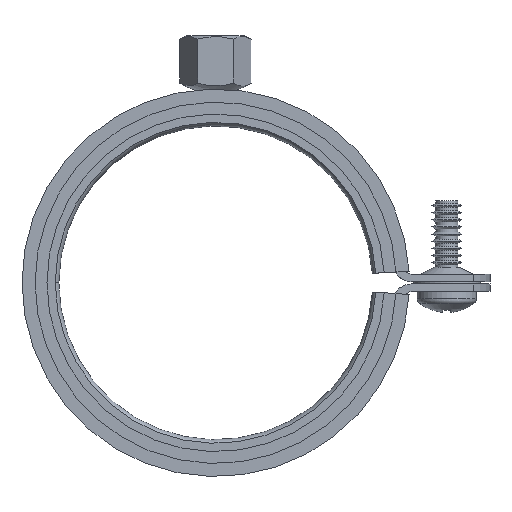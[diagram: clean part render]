
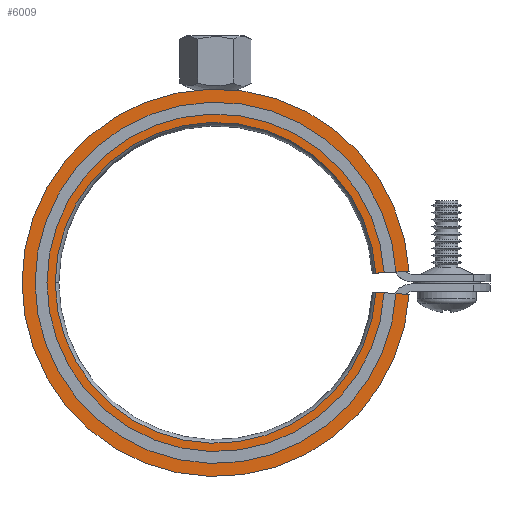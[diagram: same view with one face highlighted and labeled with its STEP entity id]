
A CAD part, front view. The second image highlights one B-rep face of the part: STEP entity #6009.
In plain terms, the highlighted face is planar.
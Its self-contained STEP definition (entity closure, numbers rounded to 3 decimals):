
#4860=CARTESIAN_POINT('',(96.866,161.823,11.5));
#4861=VERTEX_POINT('',#4860);
#4868=CARTESIAN_POINT('',(164.306,159.798,11.5));
#4869=VERTEX_POINT('',#4868);
#4870=CARTESIAN_POINT('',(130.616,161.823,11.5));
#4871=DIRECTION('',(0.0,0.0,1.0));
#4872=DIRECTION('',(1.0,0.0,0.0));
#4873=AXIS2_PLACEMENT_3D('',#4870,#4871,#4872);
#4874=CIRCLE('',#4873,33.75);
#4875=EDGE_CURVE('',#4861,#4869,#4874,.T.);
#4900=CARTESIAN_POINT('',(89.866,161.823,11.5));
#4901=VERTEX_POINT('',#4900);
#4910=CARTESIAN_POINT('',(171.293,164.268,11.5));
#4911=VERTEX_POINT('',#4910);
#4912=CARTESIAN_POINT('',(130.616,161.823,11.5));
#4913=DIRECTION('',(0.0,0.0,1.0));
#4914=DIRECTION('',(1.0,0.0,0.0));
#4915=AXIS2_PLACEMENT_3D('',#4912,#4913,#4914);
#4916=CIRCLE('',#4915,40.75);
#4917=EDGE_CURVE('',#4911,#4901,#4916,.T.);
#5960=CARTESIAN_POINT('',(171.293,159.378,11.5));
#5961=VERTEX_POINT('',#5960);
#5968=CARTESIAN_POINT('',(130.616,161.823,11.5));
#5969=DIRECTION('',(0.0,0.0,1.0));
#5970=DIRECTION('',(1.0,0.0,0.0));
#5971=AXIS2_PLACEMENT_3D('',#5968,#5969,#5970);
#5972=CIRCLE('',#5971,40.75);
#5973=EDGE_CURVE('',#4901,#5961,#5972,.T.);
#5978=CARTESIAN_POINT('',(167.799,164.058,11.5));
#5979=DIRECTION('',(0.0,0.0,1.0));
#5980=DIRECTION('',(1.0,0.0,0.0));
#5981=AXIS2_PLACEMENT_3D('',#5978,#5979,#5980);
#5982=PLANE('',#5981);
#5983=CARTESIAN_POINT('',(171.293,159.378,11.5));
#5984=DIRECTION('',(-0.998,0.06,0.0));
#5985=VECTOR('',#5984,7.);
#5986=LINE('',#5983,#5985);
#5987=EDGE_CURVE('',#5961,#4869,#5986,.T.);
#5988=ORIENTED_EDGE('',*,*,#5987,.T.);
#5989=ORIENTED_EDGE('',*,*,#4875,.F.);
#5990=CARTESIAN_POINT('',(164.306,163.848,11.5));
#5991=VERTEX_POINT('',#5990);
#5992=CARTESIAN_POINT('',(130.616,161.823,11.5));
#5993=DIRECTION('',(0.0,0.0,1.0));
#5994=DIRECTION('',(1.0,0.0,0.0));
#5995=AXIS2_PLACEMENT_3D('',#5992,#5993,#5994);
#5996=CIRCLE('',#5995,33.75);
#5997=EDGE_CURVE('',#5991,#4861,#5996,.T.);
#5998=ORIENTED_EDGE('',*,*,#5997,.F.);
#5999=CARTESIAN_POINT('',(171.293,164.268,11.5));
#6000=DIRECTION('',(-0.998,-0.06,0.0));
#6001=VECTOR('',#6000,7.);
#6002=LINE('',#5999,#6001);
#6003=EDGE_CURVE('',#4911,#5991,#6002,.T.);
#6004=ORIENTED_EDGE('',*,*,#6003,.F.);
#6005=ORIENTED_EDGE('',*,*,#4917,.T.);
#6006=ORIENTED_EDGE('',*,*,#5973,.T.);
#6007=EDGE_LOOP('',(#5988,#5989,#5998,#6004,#6005,#6006));
#6008=FACE_OUTER_BOUND('',#6007,.T.);
#6009=ADVANCED_FACE('',(#6008),#5982,.T.);
